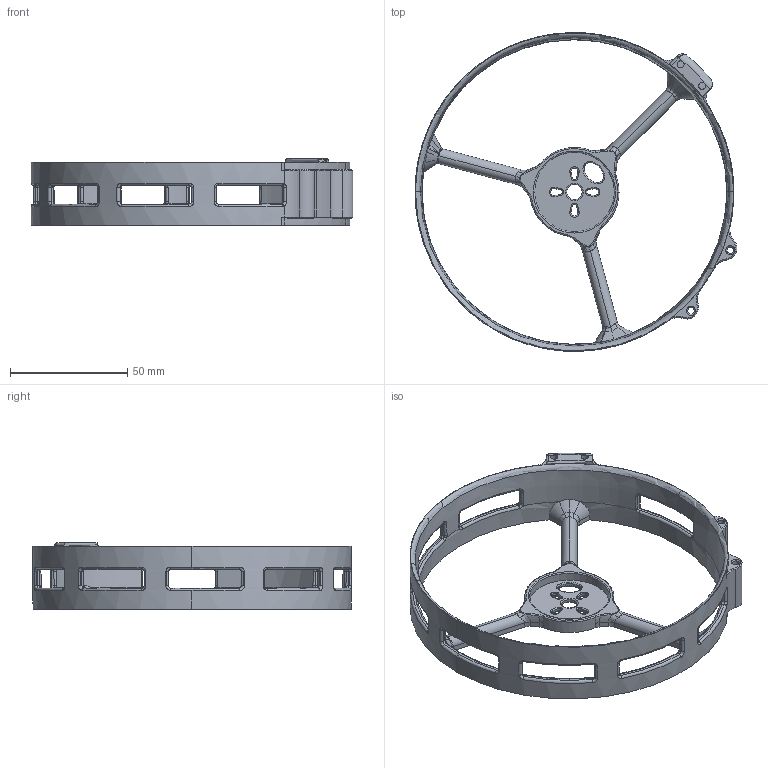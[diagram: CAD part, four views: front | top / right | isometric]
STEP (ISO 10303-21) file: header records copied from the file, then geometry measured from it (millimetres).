
FILE_DESCRIPTION (( 'STEP AP214' ), '1' );
FILE_NAME ('îâï ùîàìé.STEP', '2025-05-13T08:52:02', ( '' ), ( '' ), 'SwSTEP 2.0', 'SolidWorks 2023', '' );
FILE_SCHEMA (( 'AUTOMOTIVE_DESIGN' ));
Length unit declared in the file: millimetre
Products named in the file (1): מגן שמאלי
Bounding box: 137.31 x 136 x 28.45 mm (x, y, z)
Volume: 39253.1 mm3; surface area: 29244.6 mm2
Topology: 1 solids, 1 shells, 541 faces, 1330 edges, 784 vertices
Faces by surface type: bspline 189, cylinder 167, torus 84, plane 71, cone 30
Entity records: 24461 total; most frequent: CARTESIAN_POINT 12942, ORIENTED_EDGE 2658, DIRECTION 2115, EDGE_CURVE 1329, AXIS2_PLACEMENT_3D 900, VERTEX_POINT 784, EDGE_LOOP 573, CIRCLE 547
